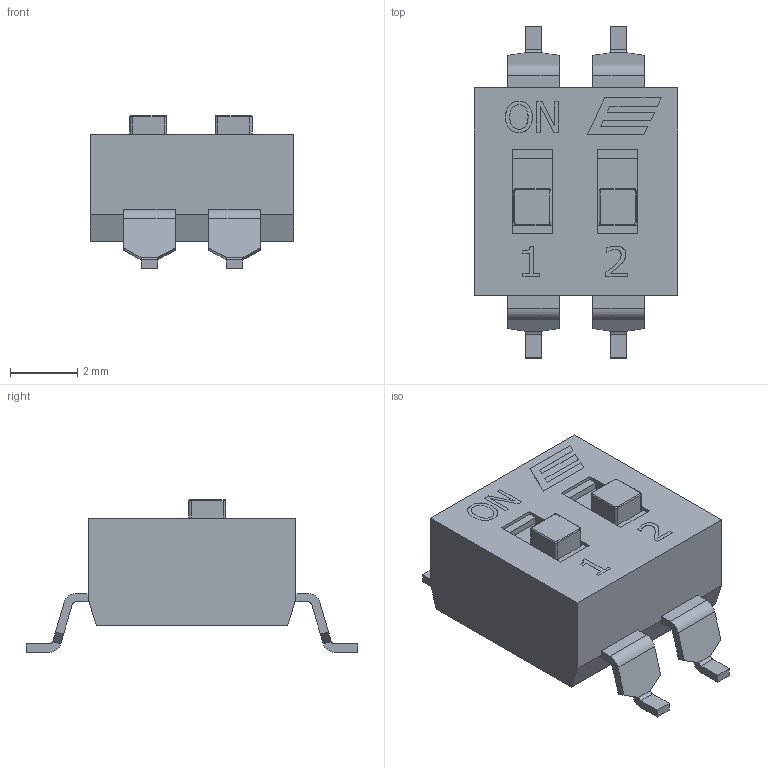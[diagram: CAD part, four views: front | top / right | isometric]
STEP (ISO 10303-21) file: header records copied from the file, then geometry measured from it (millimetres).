
FILE_DESCRIPTION(/* description */ (''),/* implementation_level */ '2;1');
FILE_NAME(/* name */ 'KAG02LGGx.stp',/* time_stamp */ '2025-06-17T09:46:38-05:00',/* author */ ('jsteinblock'),/* organization */ (''),/* preprocessor_version */ 'ST-DEVELOPER v18.1',/* originating_system */ 'Autodesk Inventor 2022',/* authorisation */ '');
FILE_SCHEMA (('AUTOMOTIVE_DESIGN { 1 0 10303 214 3 1 1 }'));
Length unit declared in the file: inch
Products named in the file (1): KAG02LGGx
Bounding box: 6.08 x 9.9 x 4.55 mm (x, y, z)
Volume: 123.2 mm3; surface area: 192.9 mm2
Topology: 1 solids, 1 shells, 200 faces, 534 edges, 344 vertices
Faces by surface type: plane 134, cylinder 32, bspline 26, torus 8
Entity records: 6397 total; most frequent: CARTESIAN_POINT 1493, ORIENTED_EDGE 1068, DIRECTION 904, EDGE_CURVE 534, LINE 410, VECTOR 410, VERTEX_POINT 344, AXIS2_PLACEMENT_3D 247
